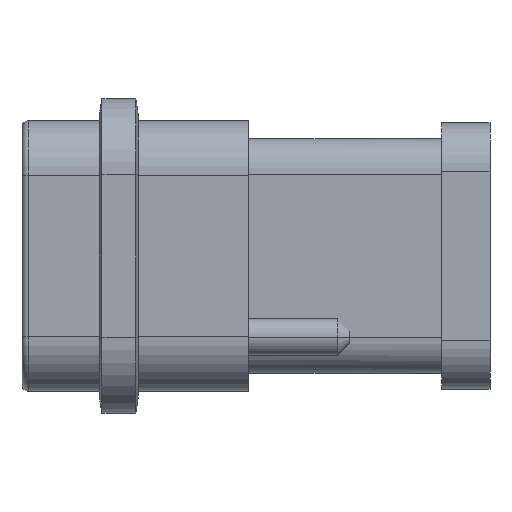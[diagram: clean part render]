
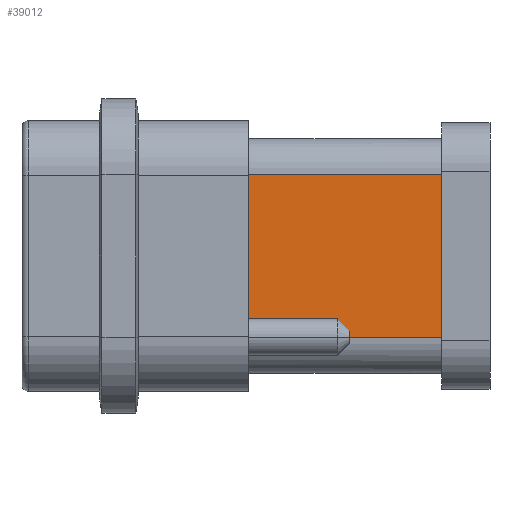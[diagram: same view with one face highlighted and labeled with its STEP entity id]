
A CAD part, left-side view. The second image highlights one B-rep face of the part: STEP entity #39012.
In plain terms, the highlighted planar face has unit normal (-1, 0, 0).
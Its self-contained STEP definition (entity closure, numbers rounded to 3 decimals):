
#10920=DIRECTION('',(0.,0.,-1.));
#10921=VECTOR('',#10920,13.5);
#10922=CARTESIAN_POINT('',(-10.95,0.,6.75));
#10923=LINE('',#10922,#10921);
#12199=DIRECTION('',(0.,1.,0.));
#12200=VECTOR('',#12199,15.95);
#12201=CARTESIAN_POINT('',(-10.95,-15.95,6.75));
#12202=LINE('',#12201,#12200);
#12203=DIRECTION('',(0.,0.,-1.));
#12204=VECTOR('',#12203,13.5);
#12205=CARTESIAN_POINT('',(-10.95,-15.95,6.75));
#12206=LINE('',#12205,#12204);
#12207=DIRECTION('',(0.,1.,0.));
#12208=VECTOR('',#12207,15.95);
#12209=CARTESIAN_POINT('',(-10.95,-15.95,-6.75));
#12210=LINE('',#12209,#12208);
#18309=CARTESIAN_POINT('',(-10.95,-15.95,6.75));
#18310=CARTESIAN_POINT('',(-10.95,-15.95,-6.75));
#18311=VERTEX_POINT('',#18309);
#18312=VERTEX_POINT('',#18310);
#18465=CARTESIAN_POINT('',(-10.95,0.,6.75));
#18467=VERTEX_POINT('',#18465);
#18470=CARTESIAN_POINT('',(-10.95,0.,-6.75));
#18472=VERTEX_POINT('',#18470);
#38998=CARTESIAN_POINT('',(-10.95,0.,9.75));
#38999=DIRECTION('',(-1.,0.,0.));
#39000=DIRECTION('',(0.,0.,-1.));
#39001=AXIS2_PLACEMENT_3D('',#38998,#38999,#39000);
#39002=PLANE('',#39001);
#39004=ORIENTED_EDGE('',*,*,#39003,.F.);
#39006=ORIENTED_EDGE('',*,*,#39005,.T.);
#39008=ORIENTED_EDGE('',*,*,#39007,.T.);
#39009=ORIENTED_EDGE('',*,*,#37298,.F.);
#39010=EDGE_LOOP('',(#39004,#39006,#39008,#39009));
#39011=FACE_OUTER_BOUND('',#39010,.F.);
#39012=ADVANCED_FACE('',(#39011),#39002,.T.);
#37298=EDGE_CURVE('',#18467,#18472,#10923,.T.);
#39003=EDGE_CURVE('',#18311,#18467,#12202,.T.);
#39005=EDGE_CURVE('',#18311,#18312,#12206,.T.);
#39007=EDGE_CURVE('',#18312,#18472,#12210,.T.);
